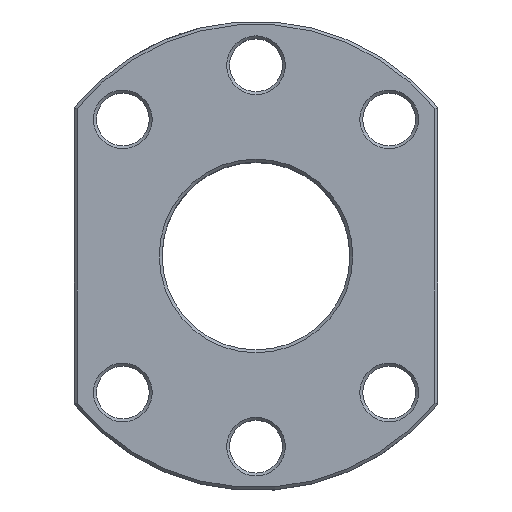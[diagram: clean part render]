
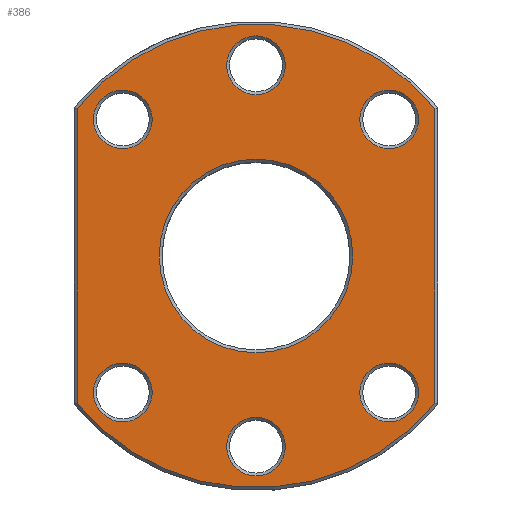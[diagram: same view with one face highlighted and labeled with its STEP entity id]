
A CAD part, top view. The second image highlights one B-rep face of the part: STEP entity #386.
In plain terms, the highlighted planar face has unit normal (0, 0, 1).
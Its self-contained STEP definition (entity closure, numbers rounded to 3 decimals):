
#133=PLANE('',#3500);
#386=ADVANCED_FACE('',(#903,#904,#905,#906,#907,#908,#909,#910),#133,.T.);
#903=FACE_BOUND('',#990,.T.);
#904=FACE_BOUND('',#991,.T.);
#905=FACE_BOUND('',#992,.T.);
#906=FACE_BOUND('',#993,.T.);
#907=FACE_BOUND('',#994,.T.);
#908=FACE_BOUND('',#995,.T.);
#909=FACE_BOUND('',#996,.T.);
#910=FACE_BOUND('',#997,.T.);
#990=EDGE_LOOP('',(#1423));
#991=EDGE_LOOP('',(#1424));
#992=EDGE_LOOP('',(#1425));
#993=EDGE_LOOP('',(#1426));
#994=EDGE_LOOP('',(#1427));
#995=EDGE_LOOP('',(#1428));
#996=EDGE_LOOP('',(#1429));
#997=EDGE_LOOP('',(#1430,#1431,#1432,#1433));
#1255=CIRCLE('',#3491,5.);
#1256=CIRCLE('',#3492,5.);
#1257=CIRCLE('',#3493,5.);
#1258=CIRCLE('',#3494,16.5);
#1259=CIRCLE('',#3495,5.);
#1260=CIRCLE('',#3496,5.);
#1261=CIRCLE('',#3497,5.);
#1262=CIRCLE('',#3498,39.5);
#1263=CIRCLE('',#3499,39.5);
#1423=ORIENTED_EDGE('',*,*,#2677,.T.);
#1424=ORIENTED_EDGE('',*,*,#2678,.T.);
#1425=ORIENTED_EDGE('',*,*,#2679,.T.);
#1426=ORIENTED_EDGE('',*,*,#2680,.T.);
#1427=ORIENTED_EDGE('',*,*,#2681,.T.);
#1428=ORIENTED_EDGE('',*,*,#2682,.T.);
#1429=ORIENTED_EDGE('',*,*,#2683,.T.);
#1430=ORIENTED_EDGE('',*,*,#2684,.T.);
#1431=ORIENTED_EDGE('',*,*,#2685,.T.);
#1432=ORIENTED_EDGE('',*,*,#2686,.T.);
#1433=ORIENTED_EDGE('',*,*,#2687,.T.);
#2351=VERTEX_POINT('',#5273);
#2352=VERTEX_POINT('',#5275);
#2353=VERTEX_POINT('',#5277);
#2354=VERTEX_POINT('',#5279);
#2355=VERTEX_POINT('',#5281);
#2356=VERTEX_POINT('',#5283);
#2357=VERTEX_POINT('',#5285);
#2358=VERTEX_POINT('',#5287);
#2359=VERTEX_POINT('',#5288);
#2360=VERTEX_POINT('',#5290);
#2361=VERTEX_POINT('',#5292);
#2677=EDGE_CURVE('',#2351,#2351,#1255,.T.);
#2678=EDGE_CURVE('',#2352,#2352,#1256,.T.);
#2679=EDGE_CURVE('',#2353,#2353,#1257,.T.);
#2680=EDGE_CURVE('',#2354,#2354,#1258,.T.);
#2681=EDGE_CURVE('',#2355,#2355,#1259,.T.);
#2682=EDGE_CURVE('',#2356,#2356,#1260,.T.);
#2683=EDGE_CURVE('',#2357,#2357,#1261,.T.);
#2684=EDGE_CURVE('',#2358,#2359,#3032,.T.);
#2685=EDGE_CURVE('',#2359,#2360,#1262,.T.);
#2686=EDGE_CURVE('',#2360,#2361,#3033,.T.);
#2687=EDGE_CURVE('',#2361,#2358,#1263,.T.);
#3032=LINE('',#5286,#3208);
#3033=LINE('',#5291,#3209);
#3208=VECTOR('',#3790,1.);
#3209=VECTOR('',#3793,1.);
#3491=AXIS2_PLACEMENT_3D('',#5272,#3776,#3777);
#3492=AXIS2_PLACEMENT_3D('',#5274,#3778,#3779);
#3493=AXIS2_PLACEMENT_3D('',#5276,#3780,#3781);
#3494=AXIS2_PLACEMENT_3D('',#5278,#3782,#3783);
#3495=AXIS2_PLACEMENT_3D('',#5280,#3784,#3785);
#3496=AXIS2_PLACEMENT_3D('',#5282,#3786,#3787);
#3497=AXIS2_PLACEMENT_3D('',#5284,#3788,#3789);
#3498=AXIS2_PLACEMENT_3D('',#5289,#3791,#3792);
#3499=AXIS2_PLACEMENT_3D('',#5293,#3794,#3795);
#3500=AXIS2_PLACEMENT_3D('',#5294,#3796,#3797);
#3776=DIRECTION('',(0.,0.,-1.));
#3777=DIRECTION('',(1.,0.,0.));
#3778=DIRECTION('',(0.,0.,-1.));
#3779=DIRECTION('',(1.,0.,0.));
#3780=DIRECTION('',(0.,0.,-1.));
#3781=DIRECTION('',(1.,0.,0.));
#3782=DIRECTION('',(0.,0.,-1.));
#3783=DIRECTION('',(1.,0.,0.));
#3784=DIRECTION('',(0.,0.,-1.));
#3785=DIRECTION('',(1.,0.,0.));
#3786=DIRECTION('',(0.,0.,-1.));
#3787=DIRECTION('',(1.,0.,0.));
#3788=DIRECTION('',(0.,0.,-1.));
#3789=DIRECTION('',(1.,0.,0.));
#3790=DIRECTION('',(0.,-1.,0.));
#3791=DIRECTION('',(0.,0.,1.));
#3792=DIRECTION('',(1.,0.,0.));
#3793=DIRECTION('',(0.,1.,0.));
#3794=DIRECTION('',(0.,0.,1.));
#3795=DIRECTION('',(1.,0.,0.));
#3796=DIRECTION('',(0.,0.,1.));
#3797=DIRECTION('',(1.,0.,0.));
#5272=CARTESIAN_POINT('',(-22.687,23.271,0.));
#5273=CARTESIAN_POINT('',(-17.687,23.271,0.));
#5274=CARTESIAN_POINT('',(0.,32.5,0.));
#5275=CARTESIAN_POINT('',(5.,32.5,0.));
#5276=CARTESIAN_POINT('',(22.687,23.271,0.));
#5277=CARTESIAN_POINT('',(27.687,23.271,0.));
#5278=CARTESIAN_POINT('',(0.,0.,0.));
#5279=CARTESIAN_POINT('',(16.5,0.,0.));
#5280=CARTESIAN_POINT('',(22.687,-23.271,0.));
#5281=CARTESIAN_POINT('',(27.687,-23.271,0.));
#5282=CARTESIAN_POINT('',(0.,-32.5,0.));
#5283=CARTESIAN_POINT('',(5.,-32.5,0.));
#5284=CARTESIAN_POINT('',(-22.687,-23.271,0.));
#5285=CARTESIAN_POINT('',(-17.687,-23.271,0.));
#5286=CARTESIAN_POINT('',(-30.5,-25.278,0.));
#5287=CARTESIAN_POINT('',(-30.5,25.1,0.));
#5288=CARTESIAN_POINT('',(-30.5,-25.1,0.));
#5289=CARTESIAN_POINT('',(0.,0.,0.));
#5290=CARTESIAN_POINT('',(30.5,-25.1,0.));
#5291=CARTESIAN_POINT('',(30.5,25.278,0.));
#5292=CARTESIAN_POINT('',(30.5,25.1,0.));
#5293=CARTESIAN_POINT('',(0.,0.,0.));
#5294=CARTESIAN_POINT('',(0.,0.,0.));
